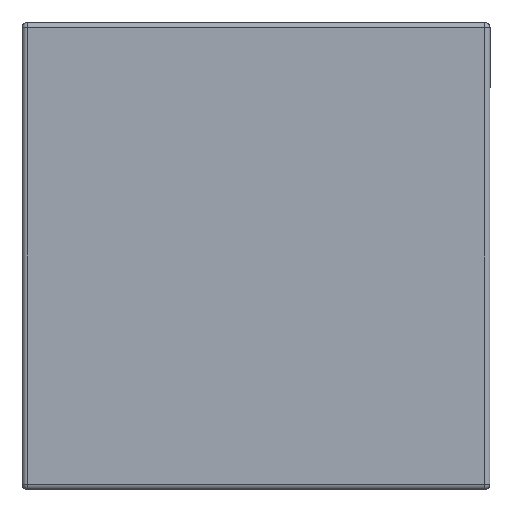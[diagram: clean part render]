
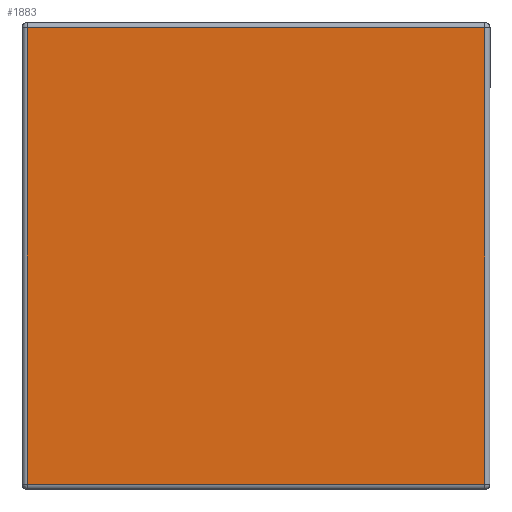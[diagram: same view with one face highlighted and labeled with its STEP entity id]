
A CAD part, front view. The second image highlights one B-rep face of the part: STEP entity #1883.
In plain terms, the highlighted planar face has unit normal (0, -1, 0).
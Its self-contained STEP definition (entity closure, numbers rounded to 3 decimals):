
#41 = DIRECTION ( 'NONE',  ( 0., 0., -1. ) ) ;
#124 = EDGE_CURVE ( 'NONE', #1030, #1576, #1828, .T. ) ;
#189 = VERTEX_POINT ( 'NONE', #976 ) ;
#495 = DIRECTION ( 'NONE',  ( 0., 0., 1. ) ) ;
#573 = ORIENTED_EDGE ( 'NONE', *, *, #1885, .T. ) ;
#627 = ORIENTED_EDGE ( 'NONE', *, *, #1694, .T. ) ;
#657 = PLANE ( 'NONE',  #1603 ) ;
#763 = LINE ( 'NONE', #1204, #1598 ) ;
#800 = CARTESIAN_POINT ( 'NONE',  ( -256., -310.864, -12. ) ) ;
#807 = LINE ( 'NONE', #1559, #1251 ) ;
#808 = VECTOR ( 'NONE', #1572, 1000. ) ;
#818 = DIRECTION ( 'NONE',  ( 0., 1., 0. ) ) ;
#976 = CARTESIAN_POINT ( 'NONE',  ( -268., -310.864, -12. ) ) ;
#1030 = VERTEX_POINT ( 'NONE', #1573 ) ;
#1091 = CARTESIAN_POINT ( 'NONE',  ( -256., -310.864, 523. ) ) ;
#1204 = CARTESIAN_POINT ( 'NONE',  ( 268., -310.864, 460. ) ) ;
#1251 = VECTOR ( 'NONE', #41, 1000. ) ;
#1348 = VERTEX_POINT ( 'NONE', #1371 ) ;
#1371 = CARTESIAN_POINT ( 'NONE',  ( 268., -310.864, -12. ) ) ;
#1478 = EDGE_CURVE ( 'NONE', #189, #1348, #1841, .T. ) ;
#1487 = DIRECTION ( 'NONE',  ( 0., 0., 1. ) ) ;
#1559 = CARTESIAN_POINT ( 'NONE',  ( -268., -310.864, 460. ) ) ;
#1572 = DIRECTION ( 'NONE',  ( 1., 0., 0. ) ) ;
#1573 = CARTESIAN_POINT ( 'NONE',  ( 268., -310.864, 523. ) ) ;
#1576 = VERTEX_POINT ( 'NONE', #1631 ) ;
#1598 = VECTOR ( 'NONE', #1487, 1000. ) ;
#1603 = AXIS2_PLACEMENT_3D ( 'NONE', #1851, #818, #495 ) ;
#1618 = EDGE_LOOP ( 'NONE', ( #1952, #627, #1785, #573 ) ) ;
#1631 = CARTESIAN_POINT ( 'NONE',  ( -268., -310.864, 523. ) ) ;
#1639 = VECTOR ( 'NONE', #1684, 1000. ) ;
#1684 = DIRECTION ( 'NONE',  ( -1., 0., 0. ) ) ;
#1694 = EDGE_CURVE ( 'NONE', #1348, #1030, #763, .T. ) ;
#1785 = ORIENTED_EDGE ( 'NONE', *, *, #124, .T. ) ;
#1827 = FACE_OUTER_BOUND ( 'NONE', #1618, .T. ) ;
#1828 = LINE ( 'NONE', #1091, #1639 ) ;
#1841 = LINE ( 'NONE', #800, #808 ) ;
#1851 = CARTESIAN_POINT ( 'NONE',  ( -256., -310.864, 460. ) ) ;
#1883 = ADVANCED_FACE ( 'NONE', ( #1827 ), #657, .F. ) ;
#1885 = EDGE_CURVE ( 'NONE', #1576, #189, #807, .T. ) ;
#1952 = ORIENTED_EDGE ( 'NONE', *, *, #1478, .T. ) ;
